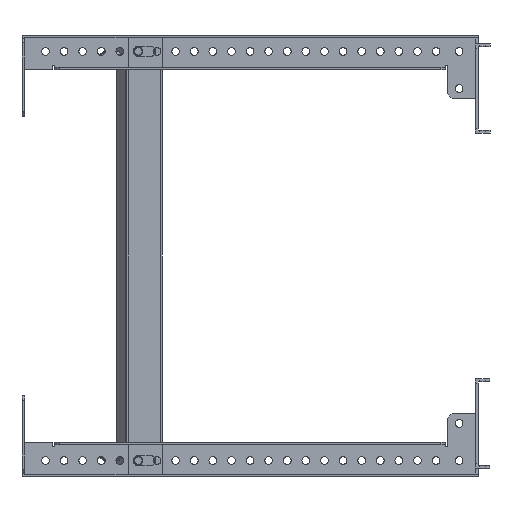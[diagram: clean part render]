
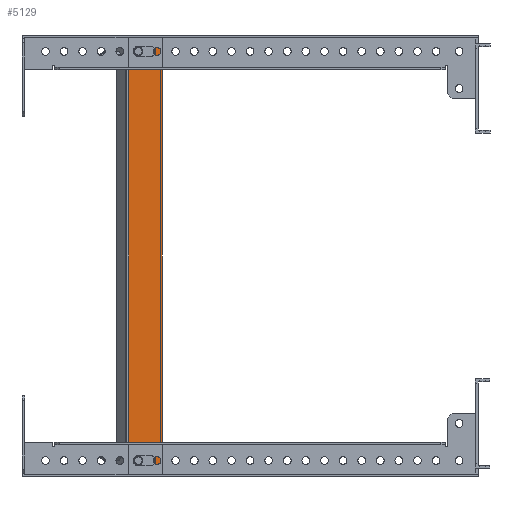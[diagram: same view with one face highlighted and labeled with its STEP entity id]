
A CAD part, front view. The second image highlights one B-rep face of the part: STEP entity #5129.
In plain terms, the highlighted planar face has unit normal (0, -1, 0).
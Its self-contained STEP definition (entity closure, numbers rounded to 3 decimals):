
#656 = CARTESIAN_POINT ( 'NONE',  ( 1128.272, -253.815, -150.859 ) ) ;
#1029 = VERTEX_POINT ( 'NONE', #13489 ) ;
#1145 = DIRECTION ( 'NONE',  ( -1., 0., 0. ) ) ;
#1208 = DIRECTION ( 'NONE',  ( 1., 0., 0. ) ) ;
#1253 = EDGE_LOOP ( 'NONE', ( #10693, #18727, #28819, #14325, #34183 ) ) ;
#1490 = CIRCLE ( 'NONE', #32937, 3.5 ) ;
#2029 = DIRECTION ( 'NONE',  ( -1., 0., 0. ) ) ;
#2200 = LINE ( 'NONE', #10264, #3457 ) ;
#2505 = CARTESIAN_POINT ( 'NONE',  ( 1112.27, -253.815, -137.5 ) ) ;
#2596 = DIRECTION ( 'NONE',  ( -1., 0., 0. ) ) ;
#2697 = DIRECTION ( 'NONE',  ( 1., 0., 0. ) ) ;
#2833 = ORIENTED_EDGE ( 'NONE', *, *, #17568, .F. ) ;
#2968 = VECTOR ( 'NONE', #2596, 1000. ) ;
#3192 = ORIENTED_EDGE ( 'NONE', *, *, #21479, .T. ) ;
#3457 = VECTOR ( 'NONE', #18335, 1000. ) ;
#3726 = LINE ( 'NONE', #656, #34313 ) ;
#3859 = ORIENTED_EDGE ( 'NONE', *, *, #28188, .F. ) ;
#3899 = CARTESIAN_POINT ( 'NONE',  ( 1120.27, -253.815, -141. ) ) ;
#4006 = EDGE_CURVE ( 'NONE', #13422, #11431, #4177, .T. ) ;
#4177 = LINE ( 'NONE', #28729, #12938 ) ;
#4178 = VERTEX_POINT ( 'NONE', #35005 ) ;
#4286 = ORIENTED_EDGE ( 'NONE', *, *, #33816, .F. ) ;
#4529 = VERTEX_POINT ( 'NONE', #9422 ) ;
#4977 = VECTOR ( 'NONE', #18166, 1000. ) ;
#5129 = ADVANCED_FACE ( 'NONE', ( #24697, #30266, #12157 ), #17690, .F. ) ;
#5634 = DIRECTION ( 'NONE',  ( -1., 0., 0. ) ) ;
#6105 = ORIENTED_EDGE ( 'NONE', *, *, #31758, .F. ) ;
#6446 = CARTESIAN_POINT ( 'NONE',  ( 1150.737, -253.815, 0. ) ) ;
#6884 = CARTESIAN_POINT ( 'NONE',  ( 1120.27, -253.815, -137.5 ) ) ;
#7240 = AXIS2_PLACEMENT_3D ( 'NONE', #23196, #24166, #27555 ) ;
#7292 = EDGE_LOOP ( 'NONE', ( #4286, #9001, #23572, #3192 ) ) ;
#7744 = CARTESIAN_POINT ( 'NONE',  ( 1112.27, -253.815, -137.5 ) ) ;
#7801 = CIRCLE ( 'NONE', #7240, 3.5 ) ;
#8728 = DIRECTION ( 'NONE',  ( 0., 0., 1. ) ) ;
#9001 = ORIENTED_EDGE ( 'NONE', *, *, #26440, .F. ) ;
#9379 = CARTESIAN_POINT ( 'NONE',  ( 1120.27, -253.815, 141. ) ) ;
#9422 = CARTESIAN_POINT ( 'NONE',  ( 1128.272, -253.815, 147.5 ) ) ;
#10264 = CARTESIAN_POINT ( 'NONE',  ( 1112.27, -253.815, 134. ) ) ;
#10280 = VECTOR ( 'NONE', #31726, 1000. ) ;
#10388 = LINE ( 'NONE', #34744, #10280 ) ;
#10488 = VERTEX_POINT ( 'NONE', #9379 ) ;
#10511 = CIRCLE ( 'NONE', #29443, 3.5 ) ;
#10693 = ORIENTED_EDGE ( 'NONE', *, *, #34912, .T. ) ;
#10755 = DIRECTION ( 'NONE',  ( 0., -1., 0. ) ) ;
#11431 = VERTEX_POINT ( 'NONE', #3899 ) ;
#11535 = VECTOR ( 'NONE', #2697, 1000. ) ;
#12157 = FACE_BOUND ( 'NONE', #1253, .T. ) ;
#12405 = CARTESIAN_POINT ( 'NONE',  ( 1108.77, -253.815, 137.5 ) ) ;
#12938 = VECTOR ( 'NONE', #34264, 1000. ) ;
#13422 = VERTEX_POINT ( 'NONE', #21830 ) ;
#13489 = CARTESIAN_POINT ( 'NONE',  ( 1128.272, -253.815, -147.5 ) ) ;
#13887 = CARTESIAN_POINT ( 'NONE',  ( 1112.27, -253.815, 137.5 ) ) ;
#14082 = CIRCLE ( 'NONE', #32918, 3.5 ) ;
#14325 = ORIENTED_EDGE ( 'NONE', *, *, #20216, .T. ) ;
#14565 = CARTESIAN_POINT ( 'NONE',  ( 1105.77, -253.815, 147.5 ) ) ;
#15358 = ORIENTED_EDGE ( 'NONE', *, *, #34525, .F. ) ;
#16091 = EDGE_CURVE ( 'NONE', #1029, #27344, #16236, .T. ) ;
#16236 = LINE ( 'NONE', #21905, #2968 ) ;
#16694 = CARTESIAN_POINT ( 'NONE',  ( 1108.77, -253.815, -137.5 ) ) ;
#17313 = VERTEX_POINT ( 'NONE', #32318 ) ;
#17352 = VECTOR ( 'NONE', #20076, 1000. ) ;
#17519 = DIRECTION ( 'NONE',  ( 0., 1., 0. ) ) ;
#17568 = EDGE_CURVE ( 'NONE', #33921, #13422, #10511, .T. ) ;
#17690 = PLANE ( 'NONE',  #24404 ) ;
#18166 = DIRECTION ( 'NONE',  ( 0., 0., 1. ) ) ;
#18335 = DIRECTION ( 'NONE',  ( -1., 0., 0. ) ) ;
#18652 = DIRECTION ( 'NONE',  ( -1., 0., 0. ) ) ;
#18727 = ORIENTED_EDGE ( 'NONE', *, *, #33312, .T. ) ;
#18897 = CARTESIAN_POINT ( 'NONE',  ( 1112.27, -253.815, 134. ) ) ;
#19778 = DIRECTION ( 'NONE',  ( 0., 1., 0. ) ) ;
#19898 = VERTEX_POINT ( 'NONE', #18897 ) ;
#20076 = DIRECTION ( 'NONE',  ( 1., 0., 0. ) ) ;
#20216 = EDGE_CURVE ( 'NONE', #10488, #34490, #1490, .T. ) ;
#20564 = EDGE_LOOP ( 'NONE', ( #30093, #2833, #15358, #6105, #3859 ) ) ;
#21020 = CARTESIAN_POINT ( 'NONE',  ( 1105.77, -253.815, -147.5 ) ) ;
#21479 = EDGE_CURVE ( 'NONE', #1029, #4529, #3726, .T. ) ;
#21627 = EDGE_CURVE ( 'NONE', #34490, #19898, #2200, .T. ) ;
#21830 = CARTESIAN_POINT ( 'NONE',  ( 1112.27, -253.815, -141. ) ) ;
#21905 = CARTESIAN_POINT ( 'NONE',  ( 1150.113, -253.815, -147.5 ) ) ;
#22417 = CIRCLE ( 'NONE', #33276, 3.5 ) ;
#22721 = VERTEX_POINT ( 'NONE', #26223 ) ;
#23196 = CARTESIAN_POINT ( 'NONE',  ( 1112.27, -253.815, 137.5 ) ) ;
#23358 = CARTESIAN_POINT ( 'NONE',  ( 1120.27, -253.815, 137.5 ) ) ;
#23572 = ORIENTED_EDGE ( 'NONE', *, *, #16091, .F. ) ;
#23672 = CARTESIAN_POINT ( 'NONE',  ( 1120.27, -253.815, 134. ) ) ;
#23885 = LINE ( 'NONE', #21020, #4977 ) ;
#24166 = DIRECTION ( 'NONE',  ( 0., 1., 0. ) ) ;
#24404 = AXIS2_PLACEMENT_3D ( 'NONE', #6446, #17519, #1208 ) ;
#24697 = FACE_OUTER_BOUND ( 'NONE', #7292, .T. ) ;
#25751 = CIRCLE ( 'NONE', #28014, 3.5 ) ;
#26223 = CARTESIAN_POINT ( 'NONE',  ( 1112.27, -253.815, 141. ) ) ;
#26399 = CARTESIAN_POINT ( 'NONE',  ( 1112.27, -253.815, -134. ) ) ;
#26440 = EDGE_CURVE ( 'NONE', #27344, #17313, #23885, .T. ) ;
#27238 = CARTESIAN_POINT ( 'NONE',  ( 1112.27, -253.815, 141. ) ) ;
#27344 = VERTEX_POINT ( 'NONE', #35147 ) ;
#27555 = DIRECTION ( 'NONE',  ( -1., 0., 0. ) ) ;
#28014 = AXIS2_PLACEMENT_3D ( 'NONE', #6884, #28742, #2029 ) ;
#28188 = EDGE_CURVE ( 'NONE', #11431, #4178, #25751, .T. ) ;
#28729 = CARTESIAN_POINT ( 'NONE',  ( 1112.27, -253.815, -141. ) ) ;
#28742 = DIRECTION ( 'NONE',  ( 0., -1., 0. ) ) ;
#28819 = ORIENTED_EDGE ( 'NONE', *, *, #29697, .T. ) ;
#28910 = DIRECTION ( 'NONE',  ( 0., -1., 0. ) ) ;
#29443 = AXIS2_PLACEMENT_3D ( 'NONE', #2505, #10755, #32587 ) ;
#29448 = VERTEX_POINT ( 'NONE', #26399 ) ;
#29697 = EDGE_CURVE ( 'NONE', #22721, #10488, #32593, .T. ) ;
#30093 = ORIENTED_EDGE ( 'NONE', *, *, #4006, .F. ) ;
#30266 = FACE_BOUND ( 'NONE', #20564, .T. ) ;
#30315 = LINE ( 'NONE', #14565, #17352 ) ;
#31726 = DIRECTION ( 'NONE',  ( -1., 0., 0. ) ) ;
#31758 = EDGE_CURVE ( 'NONE', #4178, #29448, #10388, .T. ) ;
#32318 = CARTESIAN_POINT ( 'NONE',  ( 1105.77, -253.815, 147.5 ) ) ;
#32587 = DIRECTION ( 'NONE',  ( -1., 0., 0. ) ) ;
#32593 = LINE ( 'NONE', #27238, #11535 ) ;
#32657 = DIRECTION ( 'NONE',  ( 0., 1., 0. ) ) ;
#32918 = AXIS2_PLACEMENT_3D ( 'NONE', #7744, #28910, #18652 ) ;
#32937 = AXIS2_PLACEMENT_3D ( 'NONE', #23358, #19778, #1145 ) ;
#33276 = AXIS2_PLACEMENT_3D ( 'NONE', #13887, #32657, #5634 ) ;
#33312 = EDGE_CURVE ( 'NONE', #34750, #22721, #22417, .T. ) ;
#33816 = EDGE_CURVE ( 'NONE', #17313, #4529, #30315, .T. ) ;
#33921 = VERTEX_POINT ( 'NONE', #16694 ) ;
#34183 = ORIENTED_EDGE ( 'NONE', *, *, #21627, .T. ) ;
#34264 = DIRECTION ( 'NONE',  ( 1., 0., 0. ) ) ;
#34313 = VECTOR ( 'NONE', #8728, 1000. ) ;
#34490 = VERTEX_POINT ( 'NONE', #23672 ) ;
#34525 = EDGE_CURVE ( 'NONE', #29448, #33921, #14082, .T. ) ;
#34744 = CARTESIAN_POINT ( 'NONE',  ( 1112.27, -253.815, -134. ) ) ;
#34750 = VERTEX_POINT ( 'NONE', #12405 ) ;
#34912 = EDGE_CURVE ( 'NONE', #19898, #34750, #7801, .T. ) ;
#35005 = CARTESIAN_POINT ( 'NONE',  ( 1120.27, -253.815, -134. ) ) ;
#35147 = CARTESIAN_POINT ( 'NONE',  ( 1105.77, -253.815, -147.5 ) ) ;
